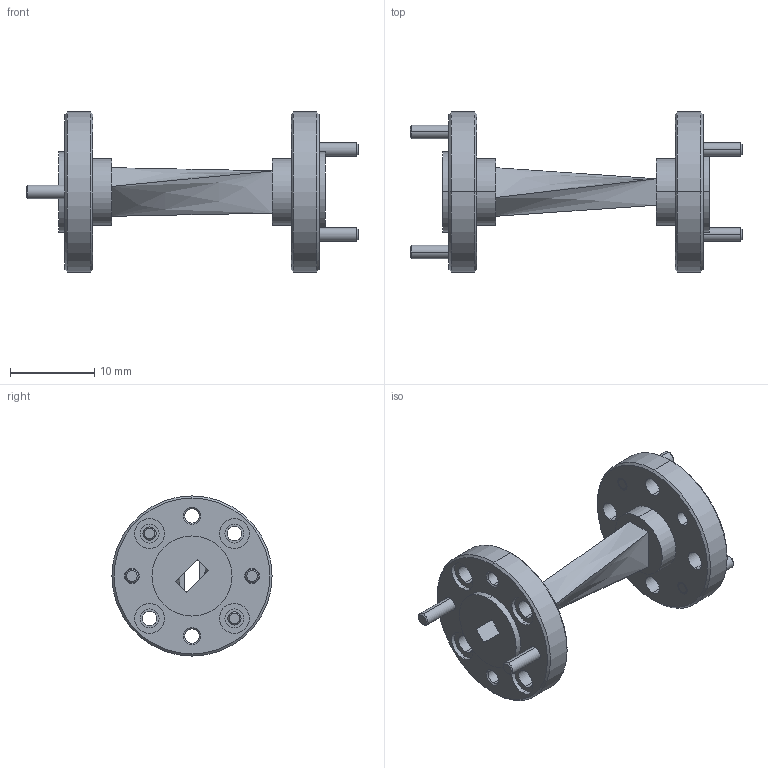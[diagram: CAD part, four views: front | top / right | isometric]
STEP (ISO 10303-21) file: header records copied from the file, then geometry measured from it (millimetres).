
FILE_DESCRIPTION (( 'STEP AP203' ), '1' );
FILE_NAME ('SWB-15045L-TB.STEP', '2016-03-21T17:52:32', ( '' ), ( '' ), 'SwSTEP 2.0', 'SolidWorks 2013', '' );
FILE_SCHEMA (( 'CONFIG_CONTROL_DESIGN' ));
Length unit declared in the file: inch
Products named in the file (1): SWB-15045L-TB
Bounding box: 39.5 x 19.05 x 19.05 mm (x, y, z)
Surface area: 2460.8 mm2 (no closed solid volume)
Topology: 0 solids, 5 shells, 144 faces, 320 edges, 200 vertices
Faces by surface type: cylinder 68, cone 40, plane 32, bspline 4
Entity records: 4179 total; most frequent: DIRECTION 778, CARTESIAN_POINT 709, ORIENTED_EDGE 632, EDGE_CURVE 320, AXIS2_PLACEMENT_3D 317, VERTEX_POINT 200, EDGE_LOOP 192, CIRCLE 176
